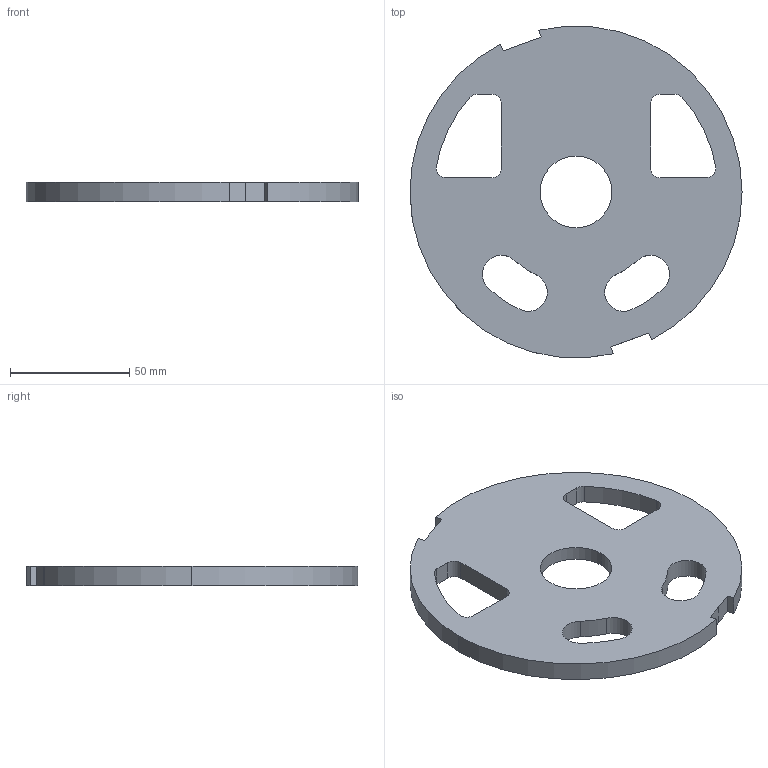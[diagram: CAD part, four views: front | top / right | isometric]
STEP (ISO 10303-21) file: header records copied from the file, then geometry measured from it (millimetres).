
FILE_DESCRIPTION(('CATIA V5 STEP Exchange'),'2;1');
FILE_NAME('BaguePoussee.stp','2018-06-05T09:06:24+00:00',('none'),('none'),'CATIA Version 5 Release 17 (IN-10)','CATIA V5 STEP AP203','none');
FILE_SCHEMA(('CONFIG_CONTROL_DESIGN'));
Length unit declared in the file: millimetre
Products named in the file (1): BaguePoussee
Bounding box: 139 x 138.72 x 8 mm (x, y, z)
Volume: 92524 mm3; surface area: 31430.7 mm2
Topology: 1 solids, 1 shells, 43 faces, 120 edges, 80 vertices
Faces by surface type: cylinder 26, plane 17
Entity records: 1346 total; most frequent: ORIENTED_EDGE 240, CARTESIAN_POINT 230, DIRECTION 178, EDGE_CURVE 120, AXIS2_PLACEMENT_3D 82, VERTEX_POINT 80, VECTOR 68, LINE 68
